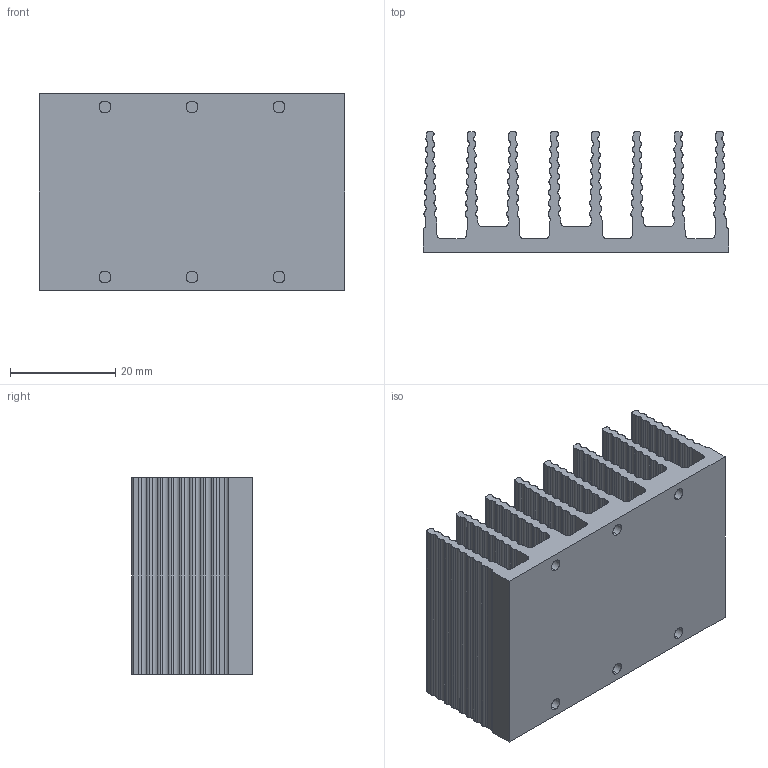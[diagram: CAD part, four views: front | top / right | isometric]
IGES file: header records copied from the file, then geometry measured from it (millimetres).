
Start section: SolidWorks IGES file using analytic representation for surfaces
Global section: file name: 30270r6.igs; native system: SolidWorks 2010; preprocessor: SolidWorks 2010; author: kkamath; date: 110630.105446; units: millimetre
Bounding box: 57.91 x 22.86 x 37.34 mm (x, y, z)
Surface area: 17599.4 mm2 (no closed solid volume)
Topology: 0 solids, 0 shells, 486 faces, 4684 edges, 4684 vertices
Faces by surface type: revolution 428, bspline 58
